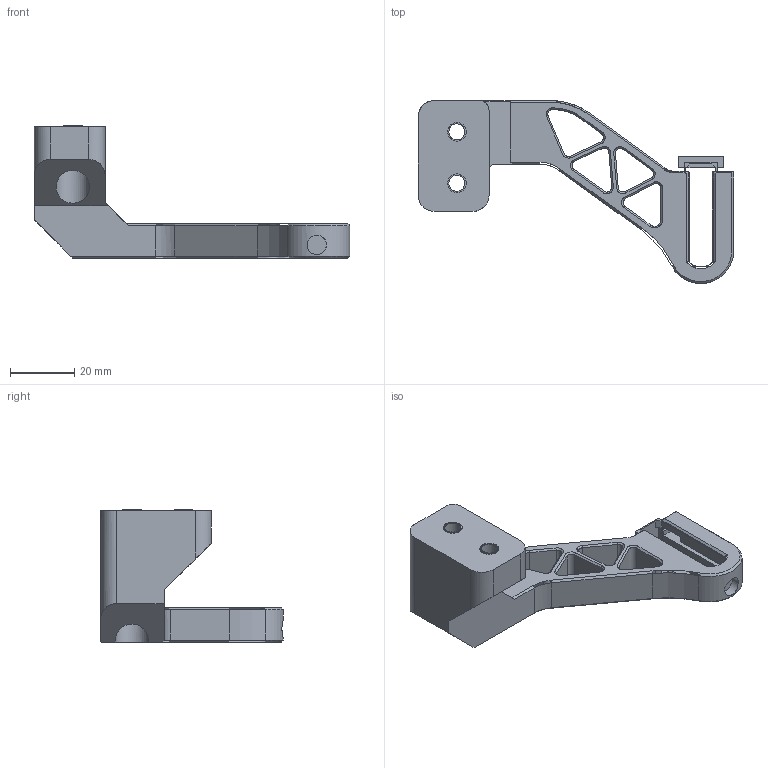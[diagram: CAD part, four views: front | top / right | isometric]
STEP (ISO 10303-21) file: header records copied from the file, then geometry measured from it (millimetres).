
FILE_DESCRIPTION(('Open CASCADE Model'),'2;1');
FILE_NAME('Open CASCADE Shape Model','2022-06-27T18:30:32',('Author'),( 'Open CASCADE'),'Open CASCADE STEP processor 6.5','Open CASCADE 6.5' ,'Unknown');
FILE_SCHEMA(('AUTOMOTIVE_DESIGN { 1 0 10303 214 1 1 1 1 }'));
Length unit declared in the file: millimetre
Products named in the file (284): CADSOFTTOOLS 2; CADSOFTTOOLS 2.1; CADSOFTTOOLS 2.2; CADSOFTTOOLS 2.3; CADSOFTTOOLS 2.4; CADSOFTTOOLS 2.5; CADSOFTTOOLS 2.6; CADSOFTTOOLS 2.7; CADSOFTTOOLS 2.8; CADSOFTTOOLS 2.9; CADSOFTTOOLS 2.10; CADSOFTTOOLS 2.11; CADSOFTTOOLS 2.12; CADSOFTTOOLS 2.13; CADSOFTTOOLS 2.14; CADSOFTTOOLS 2.15; CADSOFTTOOLS 2.16; CADSOFTTOOLS 2.17; CADSOFTTOOLS 2.18; CADSOFTTOOLS 2.19; CADSOFTTOOLS 2.20; CADSOFTTOOLS 2.21; CADSOFTTOOLS 2.22; CADSOFTTOOLS 2.23; CADSOFTTOOLS 2.24; CADSOFTTOOLS 2.25; CADSOFTTOOLS 2.26; CADSOFTTOOLS 2.27; CADSOFTTOOLS 2.28; CADSOFTTOOLS 2.29; CADSOFTTOOLS 2.30; CADSOFTTOOLS 2.31; CADSOFTTOOLS 2.32; CADSOFTTOOLS 2.33; CADSOFTTOOLS 2.34; CADSOFTTOOLS 2.35; CADSOFTTOOLS 2.36; CADSOFTTOOLS 2.37; CADSOFTTOOLS 2.38; CADSOFTTOOLS 2.39 ...
Assembly tree (283 placements, depth 4):
  CADSOFTTOOLS 2
    CADSOFTTOOLS 2.1
    CADSOFTTOOLS 2.2
    CADSOFTTOOLS 2.3
    CADSOFTTOOLS 2.4
    CADSOFTTOOLS 2.5
    CADSOFTTOOLS 2.6
    CADSOFTTOOLS 2.7
    CADSOFTTOOLS 2.8
    CADSOFTTOOLS 2.9
    CADSOFTTOOLS 2.10
    CADSOFTTOOLS 2.11
    CADSOFTTOOLS 2.12
    CADSOFTTOOLS 2.13
    CADSOFTTOOLS 2.14
    CADSOFTTOOLS 2.15
    CADSOFTTOOLS 2.16
    CADSOFTTOOLS 2.17
    CADSOFTTOOLS 2.18
    CADSOFTTOOLS 2.19
    CADSOFTTOOLS 2.20
    CADSOFTTOOLS 2.21
    CADSOFTTOOLS 2.22
    CADSOFTTOOLS 2.23
    CADSOFTTOOLS 2.24
    CADSOFTTOOLS 2.25
    CADSOFTTOOLS 2.26
    CADSOFTTOOLS 2.27
    CADSOFTTOOLS 2.28
    CADSOFTTOOLS 2.29
    CADSOFTTOOLS 2.30
    CADSOFTTOOLS 2.31
    CADSOFTTOOLS 2.32
    CADSOFTTOOLS 2.33
    CADSOFTTOOLS 2.34
    CADSOFTTOOLS 2.35
    CADSOFTTOOLS 2.36
    CADSOFTTOOLS 2.37
    CADSOFTTOOLS 2.38
    CADSOFTTOOLS 2.39
    CADSOFTTOOLS 2.40
    CADSOFTTOOLS 2.41
    CADSOFTTOOLS 2.42
    CADSOFTTOOLS 2.43
    CADSOFTTOOLS 2.44
    CADSOFTTOOLS 2.45
    CADSOFTTOOLS 2.46
    CADSOFTTOOLS 2.47
    CADSOFTTOOLS 2.48
    CADSOFTTOOLS 2.49
    CADSOFTTOOLS 2.50
    CADSOFTTOOLS 2.51
    CADSOFTTOOLS 2.52
    CADSOFTTOOLS 2.53
    CADSOFTTOOLS 2.54
    CADSOFTTOOLS 2.55
    CADSOFTTOOLS 2.56
    CADSOFTTOOLS 2.57
    CADSOFTTOOLS 2.58
    CADSOFTTOOLS 2.59
Bounding box: 98.13 x 56.87 x 41.09 mm (x, y, z)
Surface area: 13904.4 mm2 (no closed solid volume)
Topology: 0 solids, 279 shells, 279 faces, 1347 edges, 1329 vertices
Faces by surface type: plane 159, cylinder 60, cone 58, sphere 2
Full cylindrical faces by diameter (mm): 5 x2, 5.4 x2, 5.8 x2, 6 x1, 10.4 x3
Entity records: 34717 total; most frequent: CARTESIAN_POINT 16848, B_SPLINE_CURVE_WITH_KNOTS 2131, ORIENTED_EDGE 1361, PCURVE 1361, DEFINITIONAL_REPRESENTATION 1361, EDGE_CURVE 1348, VERTEX_POINT 1336, SURFACE_CURVE 1335
